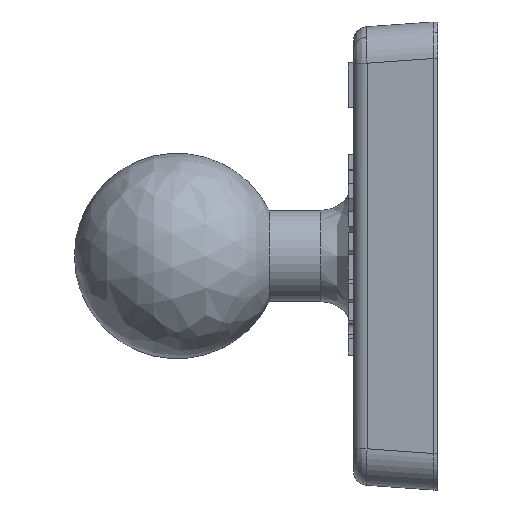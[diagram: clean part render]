
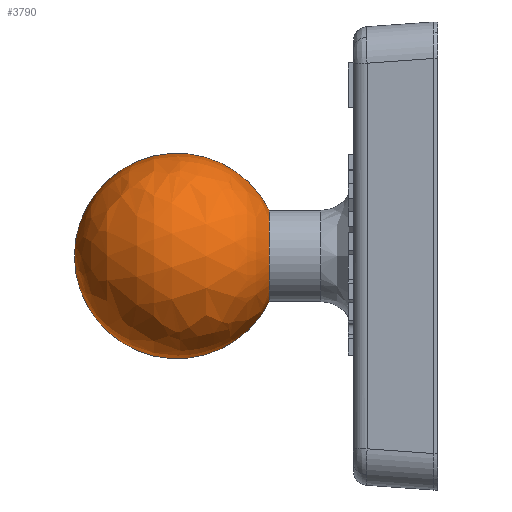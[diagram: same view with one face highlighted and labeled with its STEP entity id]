
A CAD part, left-side view. The second image highlights one B-rep face of the part: STEP entity #3790.
In plain terms, the highlighted free-form (B-spline) face has degree [3, 3] with [4, 4] control points.
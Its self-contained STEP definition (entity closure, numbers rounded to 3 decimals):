
#16 = EDGE_CURVE ( 'NONE', #3252, #310, #134, .T. ) ;
#110 = CARTESIAN_POINT ( 'NONE',  ( 0., 11.438, 3.175 ) ) ;
#134 = CIRCLE ( 'NONE', #5561, 7.137 ) ;
#287 = CARTESIAN_POINT ( 'NONE',  ( 0., 24.968, 9.539 ) ) ;
#310 = VERTEX_POINT ( 'NONE', #6348 ) ;
#371 = CIRCLE ( 'NONE', #6106, 7.137 ) ;
#748 = CARTESIAN_POINT ( 'NONE',  ( 0., 17.831, 0. ) ) ;
#1264 = VERTEX_POINT ( 'NONE', #110 ) ;
#1393 = CARTESIAN_POINT ( 'NONE',  ( 0., 15.682, -11.718 ) ) ;
#1457 = CARTESIAN_POINT ( 'NONE',  ( 0., 11.438, 3.175 ) ) ;
#1717 = FACE_OUTER_BOUND ( 'NONE', #5708, .T. ) ;
#1791 = CARTESIAN_POINT ( 'NONE',  ( -23.436, 15.682, 11.718 ) ) ;
#2029 = ORIENTED_EDGE ( 'NONE', *, *, #5973, .F. ) ;
#2290 = CARTESIAN_POINT ( 'NONE',  ( -19.078, 24.968, -9.539 ) ) ;
#2546 = DIRECTION ( 'NONE',  ( -1., 0., 0. ) ) ;
#2742 = CIRCLE ( 'NONE', #6055, 3.175 ) ;
#2785 = CARTESIAN_POINT ( 'NONE',  ( 0., 24.968, 0. ) ) ;
#2801 = CARTESIAN_POINT ( 'NONE',  ( 0., 15.682, 11.718 ) ) ;
#3225 = CARTESIAN_POINT ( 'NONE',  ( 0., 11.438, 0. ) ) ;
#3233 = ORIENTED_EDGE ( 'NONE', *, *, #16, .T. ) ;
#3252 = VERTEX_POINT ( 'NONE', #4673 ) ;
#3264 = DIRECTION ( 'NONE',  ( 0., 1., 0. ) ) ;
#3277 = CARTESIAN_POINT ( 'NONE',  ( 0., 24.968, 0. ) ) ;
#3337 = CARTESIAN_POINT ( 'NONE',  ( 0., 24.968, 0. ) ) ;
#3369 = CARTESIAN_POINT ( 'NONE',  ( 0., 24.968, 0. ) ) ;
#3526 = ORIENTED_EDGE ( 'NONE', *, *, #4722, .T. ) ;
#3790 = ADVANCED_FACE ( 'NONE', ( #1717 ), #5206, .F. ) ;
#3791 = CARTESIAN_POINT ( 'NONE',  ( -19.078, 24.968, 9.539 ) ) ;
#4044 = DIRECTION ( 'NONE',  ( 0., 1., 0. ) ) ;
#4233 = DIRECTION ( 'NONE',  ( 1., 0., 0. ) ) ;
#4275 = CARTESIAN_POINT ( 'NONE',  ( 0., 24.968, -9.539 ) ) ;
#4490 = CARTESIAN_POINT ( 'NONE',  ( 0., 17.831, 0. ) ) ;
#4673 = CARTESIAN_POINT ( 'NONE',  ( 0., 24.968, 0. ) ) ;
#4722 = EDGE_CURVE ( 'NONE', #310, #1264, #2742, .T. ) ;
#4909 = CARTESIAN_POINT ( 'NONE',  ( 0., 11.438, -3.175 ) ) ;
#5166 = DIRECTION ( 'NONE',  ( 0., 1., 0. ) ) ;
#5206 =( BOUNDED_SURFACE ( )  B_SPLINE_SURFACE ( 3, 3, ( 
 ( #3337, #3369, #2785, #3277 ),
 ( #287, #3791, #2290, #4275 ),
 ( #2801, #1791, #5793, #1393 ),
 ( #1457, #5892, #6424, #4909 ) ),
 .UNSPECIFIED., .F., .F., .F. ) 
 B_SPLINE_SURFACE_WITH_KNOTS ( ( 4, 4 ),
 ( 4, 4 ),
 ( 0., 1. ),
 ( 0., 1. ),
 .UNSPECIFIED. ) 
 GEOMETRIC_REPRESENTATION_ITEM ( )  RATIONAL_B_SPLINE_SURFACE ( (
 ( 1., 0.333, 0.333, 1.),
 ( 0.486, 0.162, 0.162, 0.486),
 ( 0.486, 0.162, 0.162, 0.486),
 ( 1., 0.333, 0.333, 1.) ) ) 
 REPRESENTATION_ITEM ( '' )  SURFACE ( )  );
#5561 = AXIS2_PLACEMENT_3D ( 'NONE', #4490, #2546, #4044 ) ;
#5708 = EDGE_LOOP ( 'NONE', ( #2029, #3233, #3526 ) ) ;
#5793 = CARTESIAN_POINT ( 'NONE',  ( -23.436, 15.682, -11.718 ) ) ;
#5892 = CARTESIAN_POINT ( 'NONE',  ( -6.35, 11.438, 3.175 ) ) ;
#5973 = EDGE_CURVE ( 'NONE', #3252, #1264, #371, .T. ) ;
#6055 = AXIS2_PLACEMENT_3D ( 'NONE', #3225, #3264, #6300 ) ;
#6106 = AXIS2_PLACEMENT_3D ( 'NONE', #748, #4233, #5166 ) ;
#6300 = DIRECTION ( 'NONE',  ( 0., 0., -1. ) ) ;
#6348 = CARTESIAN_POINT ( 'NONE',  ( 0., 11.438, -3.175 ) ) ;
#6424 = CARTESIAN_POINT ( 'NONE',  ( -6.35, 11.438, -3.175 ) ) ;
